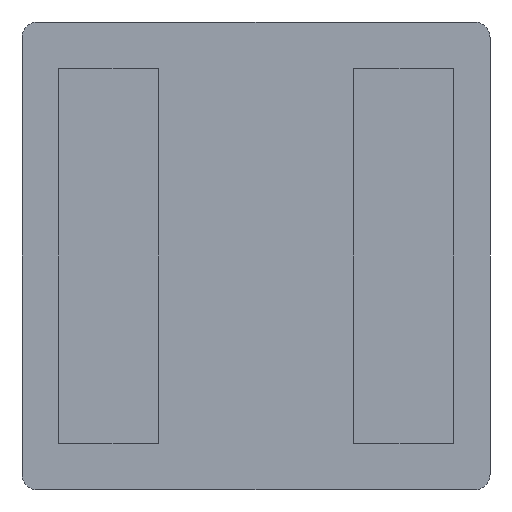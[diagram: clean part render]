
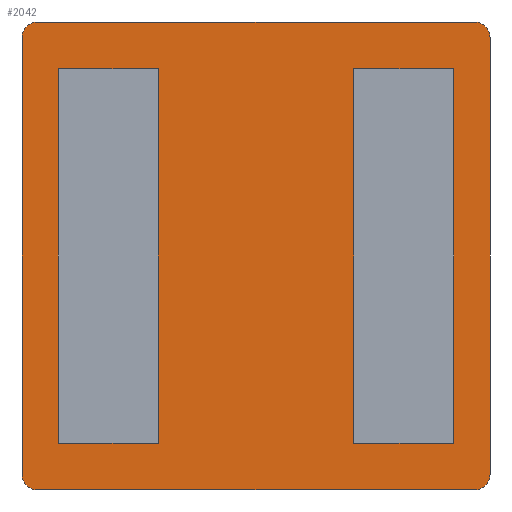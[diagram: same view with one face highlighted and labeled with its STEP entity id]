
A CAD part, front view. The second image highlights one B-rep face of the part: STEP entity #2042.
In plain terms, the highlighted planar face has unit normal (0, -1, 0).
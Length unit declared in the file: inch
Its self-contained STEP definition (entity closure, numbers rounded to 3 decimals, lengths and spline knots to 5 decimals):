
#44 = LINE ( 'NONE', #1775, #930 ) ;
#91 = ORIENTED_EDGE ( 'NONE', *, *, #1156, .T. ) ;
#127 = VECTOR ( 'NONE', #416, 39.37008 ) ;
#130 = CARTESIAN_POINT ( 'NONE',  ( 0.1375, 0.0024, -0.1475 ) ) ;
#140 = EDGE_CURVE ( 'NONE', #291, #1551, #1378, .T. ) ;
#157 = ORIENTED_EDGE ( 'NONE', *, *, #1602, .T. ) ;
#165 = VERTEX_POINT ( 'NONE', #2029 ) ;
#220 = DIRECTION ( 'NONE',  ( -1., 0., 0. ) ) ;
#228 = AXIS2_PLACEMENT_3D ( 'NONE', #1871, #1372, #1214 ) ;
#254 = DIRECTION ( 'NONE',  ( 0., -1., 0. ) ) ;
#291 = VERTEX_POINT ( 'NONE', #939 ) ;
#338 = VERTEX_POINT ( 'NONE', #1477 ) ;
#416 = DIRECTION ( 'NONE',  ( 0., 0., 1. ) ) ;
#450 = CARTESIAN_POINT ( 'NONE',  ( 0., 0.0024, 0. ) ) ;
#479 = CARTESIAN_POINT ( 'NONE',  ( -0.1375, 0.0024, -0.1375 ) ) ;
#522 = VECTOR ( 'NONE', #1134, 39.37008 ) ;
#558 = CIRCLE ( 'NONE', #228, 0.01 ) ;
#564 = PLANE ( 'NONE',  #1925 ) ;
#645 = CARTESIAN_POINT ( 'NONE',  ( -0.1475, 0.0024, 0.1375 ) ) ;
#664 = DIRECTION ( 'NONE',  ( 0., 0., 1. ) ) ;
#698 = CARTESIAN_POINT ( 'NONE',  ( -0.1375, 0.0024, 0.1475 ) ) ;
#709 = VERTEX_POINT ( 'NONE', #1061 ) ;
#741 = DIRECTION ( 'NONE',  ( 0., 0., 1. ) ) ;
#746 = FACE_OUTER_BOUND ( 'NONE', #1100, .T. ) ;
#769 = DIRECTION ( 'NONE',  ( 0., 1., 0. ) ) ;
#797 = DIRECTION ( 'NONE',  ( 0., -1., 0. ) ) ;
#835 = LINE ( 'NONE', #1460, #522 ) ;
#898 = AXIS2_PLACEMENT_3D ( 'NONE', #479, #797, #664 ) ;
#930 = VECTOR ( 'NONE', #220, 39.37008 ) ;
#939 = CARTESIAN_POINT ( 'NONE',  ( 0.1475, 0.0024, -0.1375 ) ) ;
#970 = DIRECTION ( 'NONE',  ( 0., 0., 1. ) ) ;
#1000 = EDGE_CURVE ( 'NONE', #709, #1665, #835, .T. ) ;
#1058 = CIRCLE ( 'NONE', #898, 0.01 ) ;
#1061 = CARTESIAN_POINT ( 'NONE',  ( -0.1375, 0.0024, -0.1475 ) ) ;
#1100 = EDGE_LOOP ( 'NONE', ( #1412, #91, #1757, #1394, #1379, #2052, #1151, #157 ) ) ;
#1119 = CARTESIAN_POINT ( 'NONE',  ( -0.1475, 0.0024, -0.1475 ) ) ;
#1131 = EDGE_CURVE ( 'NONE', #1693, #165, #1416, .T. ) ;
#1134 = DIRECTION ( 'NONE',  ( 1., 0., 0. ) ) ;
#1151 = ORIENTED_EDGE ( 'NONE', *, *, #1131, .T. ) ;
#1156 = EDGE_CURVE ( 'NONE', #1665, #291, #1612, .T. ) ;
#1214 = DIRECTION ( 'NONE',  ( 0., 0., 1. ) ) ;
#1227 = CIRCLE ( 'NONE', #1581, 0.01 ) ;
#1245 = DIRECTION ( 'NONE',  ( 0., 0., 1. ) ) ;
#1249 = CARTESIAN_POINT ( 'NONE',  ( -0.1375, 0.0024, 0.1375 ) ) ;
#1283 = DIRECTION ( 'NONE',  ( 0., -1., 0. ) ) ;
#1372 = DIRECTION ( 'NONE',  ( 0., -1., 0. ) ) ;
#1373 = VERTEX_POINT ( 'NONE', #698 ) ;
#1378 = LINE ( 'NONE', #1829, #127 ) ;
#1379 = ORIENTED_EDGE ( 'NONE', *, *, #1401, .T. ) ;
#1394 = ORIENTED_EDGE ( 'NONE', *, *, #2016, .T. ) ;
#1401 = EDGE_CURVE ( 'NONE', #338, #1373, #44, .T. ) ;
#1412 = ORIENTED_EDGE ( 'NONE', *, *, #1000, .T. ) ;
#1416 = LINE ( 'NONE', #1119, #1995 ) ;
#1460 = CARTESIAN_POINT ( 'NONE',  ( -0.1475, 0.0024, -0.1475 ) ) ;
#1477 = CARTESIAN_POINT ( 'NONE',  ( 0.1375, 0.0024, 0.1475 ) ) ;
#1531 = CARTESIAN_POINT ( 'NONE',  ( 0.1475, 0.0024, 0.1375 ) ) ;
#1551 = VERTEX_POINT ( 'NONE', #1531 ) ;
#1581 = AXIS2_PLACEMENT_3D ( 'NONE', #1249, #254, #741 ) ;
#1602 = EDGE_CURVE ( 'NONE', #165, #709, #1058, .T. ) ;
#1612 = CIRCLE ( 'NONE', #1880, 0.01 ) ;
#1665 = VERTEX_POINT ( 'NONE', #130 ) ;
#1693 = VERTEX_POINT ( 'NONE', #645 ) ;
#1757 = ORIENTED_EDGE ( 'NONE', *, *, #140, .T. ) ;
#1775 = CARTESIAN_POINT ( 'NONE',  ( -0.1475, 0.0024, 0.1475 ) ) ;
#1829 = CARTESIAN_POINT ( 'NONE',  ( 0.1475, 0.0024, -0.1475 ) ) ;
#1844 = EDGE_CURVE ( 'NONE', #1373, #1693, #1227, .T. ) ;
#1871 = CARTESIAN_POINT ( 'NONE',  ( 0.1375, 0.0024, 0.1375 ) ) ;
#1880 = AXIS2_PLACEMENT_3D ( 'NONE', #1934, #1283, #970 ) ;
#1925 = AXIS2_PLACEMENT_3D ( 'NONE', #450, #769, #1245 ) ;
#1934 = CARTESIAN_POINT ( 'NONE',  ( 0.1375, 0.0024, -0.1375 ) ) ;
#1995 = VECTOR ( 'NONE', #2057, 39.37008 ) ;
#2016 = EDGE_CURVE ( 'NONE', #1551, #338, #558, .T. ) ;
#2029 = CARTESIAN_POINT ( 'NONE',  ( -0.1475, 0.0024, -0.1375 ) ) ;
#2042 = ADVANCED_FACE ( 'NONE', ( #746 ), #564, .F. ) ;
#2052 = ORIENTED_EDGE ( 'NONE', *, *, #1844, .T. ) ;
#2057 = DIRECTION ( 'NONE',  ( 0., 0., -1. ) ) ;
